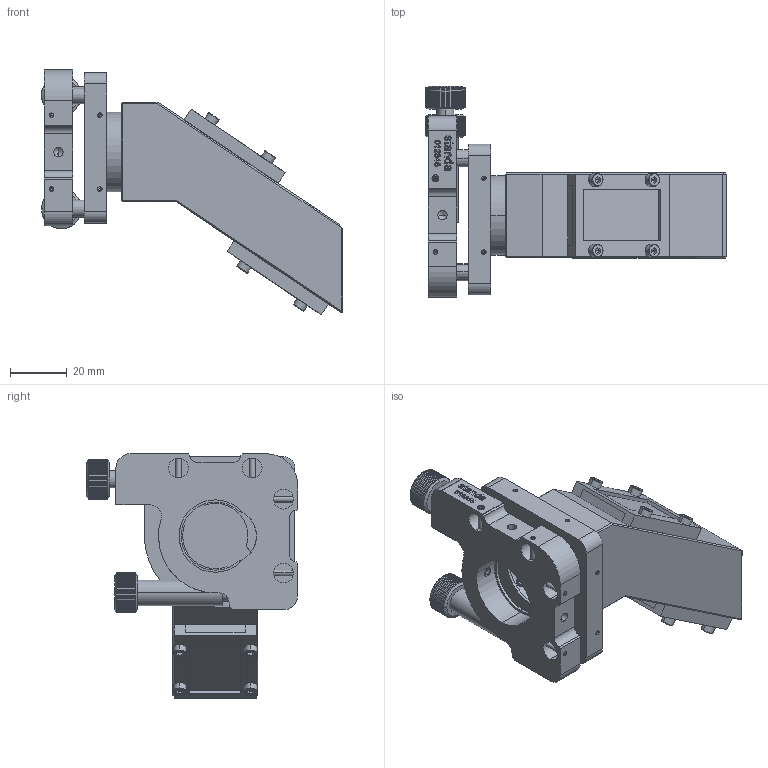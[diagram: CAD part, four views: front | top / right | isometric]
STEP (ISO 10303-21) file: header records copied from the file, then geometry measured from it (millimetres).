
FILE_DESCRIPTION (( 'STEP AP203' ), '1' );
FILE_NAME ('990-0070.17.00.00.INFO.STEP', '2017-01-18T08:03:54', ( 'Almantas' ), ( '' ), 'SwSTEP 2.0', 'SolidWorks 2012', '' );
FILE_SCHEMA (( 'CONFIG_CONTROL_DESIGN' ));
Length unit declared in the file: millimetre
Products named in the file (7): 990-0070.17.00.00.INFO; Part5^990-0070.17.00.00.INFO; Part4^990-0070.17.00.00.INFO; socket head cap screw_iso_ISO 4762 M2.5 x 12 --- 12N; Part5; 990-0070M.Thin polirizer holder frame; 5BM79T-1
Assembly tree (14 placements, depth 2):
  990-0070.17.00.00.INFO
    5BM79T-1
    990-0070M.Thin polirizer holder frame
    Part5  x2
    socket head cap screw_iso_ISO 4762 M2.5 x 12 --- 12N  x8
    Part4^990-0070.17.00.00.INFO
    Part5^990-0070.17.00.00.INFO
Bounding box: 106.06 x 74.42 x 86.53 mm (x, y, z)
Volume: 95493.8 mm3; surface area: 44646 mm2
Topology: 15 solids, 37 shells, 1128 faces, 2902 edges, 1827 vertices
Faces by surface type: plane 624, cylinder 214, cone 143, bspline 115, torus 32
Entity records: 30507 total; most frequent: CARTESIAN_POINT 8535, ORIENTED_EDGE 4752, DIRECTION 3662, EDGE_CURVE 2376, VERTEX_POINT 1556, AXIS2_PLACEMENT_3D 1239, LINE 1184, VECTOR 1184
